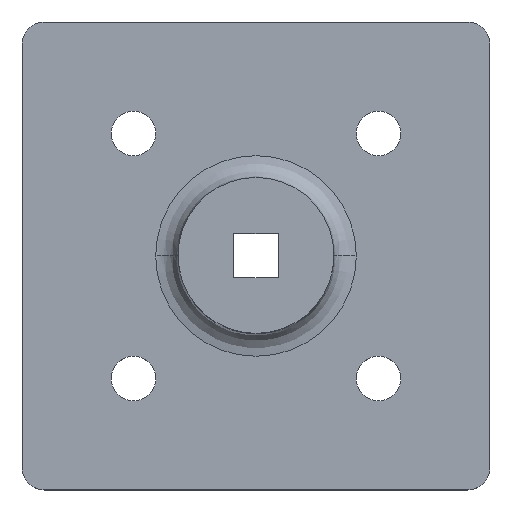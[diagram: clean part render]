
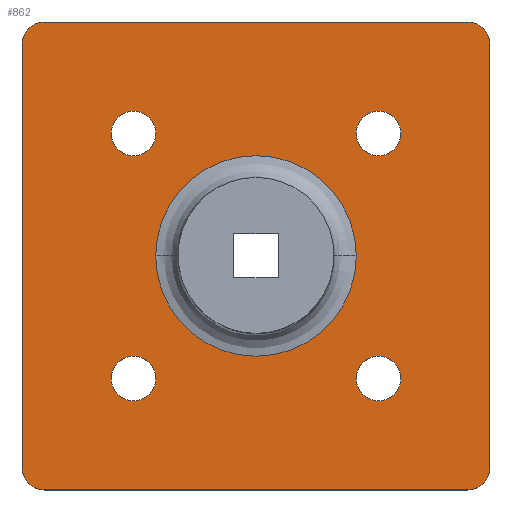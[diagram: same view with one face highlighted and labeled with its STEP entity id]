
A CAD part, top view. The second image highlights one B-rep face of the part: STEP entity #862.
In plain terms, the highlighted planar face has unit normal (0, 0, 1).
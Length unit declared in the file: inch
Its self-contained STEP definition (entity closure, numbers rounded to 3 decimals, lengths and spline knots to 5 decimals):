
#159=CARTESIAN_POINT('',(-0.28125,0.34375,-0.375));
#160=VERTEX_POINT('',#159);
#176=CARTESIAN_POINT('',(-0.40625,0.34375,-0.375));
#177=VERTEX_POINT('',#176);
#184=CARTESIAN_POINT('',(-0.34375,0.34375,-0.375));
#185=DIRECTION('',(0.0,0.0,-1.0));
#186=DIRECTION('',(1.0,0.0,0.0));
#187=AXIS2_PLACEMENT_3D('',#184,#185,#186);
#188=CIRCLE('',#187,0.0625);
#189=EDGE_CURVE('',#160,#177,#188,.T.);
#222=CARTESIAN_POINT('',(0.40625,0.34375,-0.375));
#223=VERTEX_POINT('',#222);
#239=CARTESIAN_POINT('',(0.28125,0.34375,-0.375));
#240=VERTEX_POINT('',#239);
#247=CARTESIAN_POINT('',(0.34375,0.34375,-0.375));
#248=DIRECTION('',(0.0,0.0,-1.0));
#249=DIRECTION('',(1.0,0.0,0.0));
#250=AXIS2_PLACEMENT_3D('',#247,#248,#249);
#251=CIRCLE('',#250,0.0625);
#252=EDGE_CURVE('',#223,#240,#251,.T.);
#285=CARTESIAN_POINT('',(0.40625,-0.34375,-0.375));
#286=VERTEX_POINT('',#285);
#302=CARTESIAN_POINT('',(0.28125,-0.34375,-0.375));
#303=VERTEX_POINT('',#302);
#310=CARTESIAN_POINT('',(0.34375,-0.34375,-0.375));
#311=DIRECTION('',(0.0,0.0,-1.0));
#312=DIRECTION('',(1.0,0.0,0.0));
#313=AXIS2_PLACEMENT_3D('',#310,#311,#312);
#314=CIRCLE('',#313,0.0625);
#315=EDGE_CURVE('',#286,#303,#314,.T.);
#348=CARTESIAN_POINT('',(-0.28125,-0.34375,-0.375));
#349=VERTEX_POINT('',#348);
#365=CARTESIAN_POINT('',(-0.40625,-0.34375,-0.375));
#366=VERTEX_POINT('',#365);
#373=CARTESIAN_POINT('',(-0.34375,-0.34375,-0.375));
#374=DIRECTION('',(0.0,0.0,-1.0));
#375=DIRECTION('',(1.0,0.0,0.0));
#376=AXIS2_PLACEMENT_3D('',#373,#374,#375);
#377=CIRCLE('',#376,0.0625);
#378=EDGE_CURVE('',#349,#366,#377,.T.);
#390=CARTESIAN_POINT('',(0.63794,0.63794,-0.375));
#391=VERTEX_POINT('',#390);
#407=CARTESIAN_POINT('',(0.59375,0.65625,-0.375));
#408=VERTEX_POINT('',#407);
#415=CARTESIAN_POINT('',(0.59375,0.59375,-0.375));
#416=DIRECTION('',(0.0,0.0,-1.));
#417=DIRECTION('',(0.707,0.707,0.0));
#418=AXIS2_PLACEMENT_3D('',#415,#416,#417);
#419=CIRCLE('',#418,0.0625);
#420=EDGE_CURVE('',#408,#391,#419,.T.);
#432=CARTESIAN_POINT('',(-0.63794,0.63794,-0.375));
#433=VERTEX_POINT('',#432);
#449=CARTESIAN_POINT('',(-0.65625,0.59375,-0.375));
#450=VERTEX_POINT('',#449);
#457=CARTESIAN_POINT('',(-0.59375,0.59375,-0.375));
#458=DIRECTION('',(0.0,0.0,-1.));
#459=DIRECTION('',(-0.707,0.707,0.0));
#460=AXIS2_PLACEMENT_3D('',#457,#458,#459);
#461=CIRCLE('',#460,0.0625);
#462=EDGE_CURVE('',#450,#433,#461,.T.);
#474=CARTESIAN_POINT('',(0.63794,-0.63794,-0.375));
#475=VERTEX_POINT('',#474);
#491=CARTESIAN_POINT('',(0.65625,-0.59375,-0.375));
#492=VERTEX_POINT('',#491);
#499=CARTESIAN_POINT('',(0.59375,-0.59375,-0.375));
#500=DIRECTION('',(0.0,0.0,-1.));
#501=DIRECTION('',(0.707,-0.707,0.0));
#502=AXIS2_PLACEMENT_3D('',#499,#500,#501);
#503=CIRCLE('',#502,0.0625);
#504=EDGE_CURVE('',#492,#475,#503,.T.);
#516=CARTESIAN_POINT('',(-0.63794,-0.63794,-0.375));
#517=VERTEX_POINT('',#516);
#533=CARTESIAN_POINT('',(-0.59375,-0.65625,-0.375));
#534=VERTEX_POINT('',#533);
#541=CARTESIAN_POINT('',(-0.59375,-0.59375,-0.375));
#542=DIRECTION('',(0.0,0.0,-1.));
#543=DIRECTION('',(-0.707,-0.707,0.0));
#544=AXIS2_PLACEMENT_3D('',#541,#542,#543);
#545=CIRCLE('',#544,0.0625);
#546=EDGE_CURVE('',#534,#517,#545,.T.);
#646=CARTESIAN_POINT('',(0.28125,0.,-0.375));
#647=VERTEX_POINT('',#646);
#656=CARTESIAN_POINT('',(-0.28125,0.,-0.375));
#657=VERTEX_POINT('',#656);
#665=CARTESIAN_POINT('',(0.,0.,-0.375));
#666=DIRECTION('',(0.0,0.0,1.0));
#667=DIRECTION('',(-1.0,0.0,0.0));
#668=AXIS2_PLACEMENT_3D('',#665,#666,#667);
#669=CIRCLE('',#668,0.28125);
#670=EDGE_CURVE('',#657,#647,#669,.T.);
#729=CARTESIAN_POINT('',(0.,0.,-0.375));
#730=DIRECTION('',(0.0,0.0,1.0));
#731=DIRECTION('',(-1.0,0.0,0.0));
#732=AXIS2_PLACEMENT_3D('',#729,#730,#731);
#733=CIRCLE('',#732,0.28125);
#734=EDGE_CURVE('',#647,#657,#733,.T.);
#747=CARTESIAN_POINT('',(0.0,0.0,-0.375));
#748=DIRECTION('',(0.0,0.0,1.0));
#749=DIRECTION('',(1.0,0.0,0.0));
#750=AXIS2_PLACEMENT_3D('',#747,#748,#749);
#751=PLANE('',#750);
#752=ORIENTED_EDGE('',*,*,#546,.F.);
#753=CARTESIAN_POINT('',(0.59375,-0.65625,-0.375));
#754=VERTEX_POINT('',#753);
#755=CARTESIAN_POINT('',(0.59375,-0.65625,-0.375));
#756=DIRECTION('',(-1.0,0.0,0.0));
#757=VECTOR('',#756,1.1875);
#758=LINE('',#755,#757);
#759=EDGE_CURVE('',#754,#534,#758,.T.);
#760=ORIENTED_EDGE('',*,*,#759,.F.);
#761=CARTESIAN_POINT('',(0.59375,-0.59375,-0.375));
#762=DIRECTION('',(0.0,0.0,-1.));
#763=DIRECTION('',(0.707,-0.707,0.0));
#764=AXIS2_PLACEMENT_3D('',#761,#762,#763);
#765=CIRCLE('',#764,0.0625);
#766=EDGE_CURVE('',#475,#754,#765,.T.);
#767=ORIENTED_EDGE('',*,*,#766,.F.);
#768=ORIENTED_EDGE('',*,*,#504,.F.);
#769=CARTESIAN_POINT('',(0.65625,0.59375,-0.375));
#770=VERTEX_POINT('',#769);
#771=CARTESIAN_POINT('',(0.65625,0.59375,-0.375));
#772=DIRECTION('',(0.0,-1.0,0.0));
#773=VECTOR('',#772,1.1875);
#774=LINE('',#771,#773);
#775=EDGE_CURVE('',#770,#492,#774,.T.);
#776=ORIENTED_EDGE('',*,*,#775,.F.);
#777=CARTESIAN_POINT('',(0.59375,0.59375,-0.375));
#778=DIRECTION('',(0.0,0.0,-1.));
#779=DIRECTION('',(0.707,0.707,0.0));
#780=AXIS2_PLACEMENT_3D('',#777,#778,#779);
#781=CIRCLE('',#780,0.0625);
#782=EDGE_CURVE('',#391,#770,#781,.T.);
#783=ORIENTED_EDGE('',*,*,#782,.F.);
#784=ORIENTED_EDGE('',*,*,#420,.F.);
#785=CARTESIAN_POINT('',(-0.59375,0.65625,-0.375));
#786=VERTEX_POINT('',#785);
#787=CARTESIAN_POINT('',(-0.59375,0.65625,-0.375));
#788=DIRECTION('',(1.0,0.0,0.0));
#789=VECTOR('',#788,1.1875);
#790=LINE('',#787,#789);
#791=EDGE_CURVE('',#786,#408,#790,.T.);
#792=ORIENTED_EDGE('',*,*,#791,.F.);
#793=CARTESIAN_POINT('',(-0.59375,0.59375,-0.375));
#794=DIRECTION('',(0.0,0.0,-1.));
#795=DIRECTION('',(-0.707,0.707,0.0));
#796=AXIS2_PLACEMENT_3D('',#793,#794,#795);
#797=CIRCLE('',#796,0.0625);
#798=EDGE_CURVE('',#433,#786,#797,.T.);
#799=ORIENTED_EDGE('',*,*,#798,.F.);
#800=ORIENTED_EDGE('',*,*,#462,.F.);
#801=CARTESIAN_POINT('',(-0.65625,-0.59375,-0.375));
#802=VERTEX_POINT('',#801);
#803=CARTESIAN_POINT('',(-0.65625,-0.59375,-0.375));
#804=DIRECTION('',(0.0,1.0,0.0));
#805=VECTOR('',#804,1.1875);
#806=LINE('',#803,#805);
#807=EDGE_CURVE('',#802,#450,#806,.T.);
#808=ORIENTED_EDGE('',*,*,#807,.F.);
#809=CARTESIAN_POINT('',(-0.59375,-0.59375,-0.375));
#810=DIRECTION('',(0.0,0.0,-1.));
#811=DIRECTION('',(-0.707,-0.707,0.0));
#812=AXIS2_PLACEMENT_3D('',#809,#810,#811);
#813=CIRCLE('',#812,0.0625);
#814=EDGE_CURVE('',#517,#802,#813,.T.);
#815=ORIENTED_EDGE('',*,*,#814,.F.);
#816=EDGE_LOOP('',(#752,#760,#767,#768,#776,#783,#784,#792,#799,#800,#808,#815));
#817=FACE_OUTER_BOUND('',#816,.T.);
#818=ORIENTED_EDGE('',*,*,#189,.T.);
#819=CARTESIAN_POINT('',(-0.34375,0.34375,-0.375));
#820=DIRECTION('',(0.0,0.0,-1.0));
#821=DIRECTION('',(1.0,0.0,0.0));
#822=AXIS2_PLACEMENT_3D('',#819,#820,#821);
#823=CIRCLE('',#822,0.0625);
#824=EDGE_CURVE('',#177,#160,#823,.T.);
#825=ORIENTED_EDGE('',*,*,#824,.T.);
#826=EDGE_LOOP('',(#818,#825));
#827=FACE_BOUND('',#826,.T.);
#828=ORIENTED_EDGE('',*,*,#252,.T.);
#829=CARTESIAN_POINT('',(0.34375,0.34375,-0.375));
#830=DIRECTION('',(0.0,0.0,-1.0));
#831=DIRECTION('',(1.0,0.0,0.0));
#832=AXIS2_PLACEMENT_3D('',#829,#830,#831);
#833=CIRCLE('',#832,0.0625);
#834=EDGE_CURVE('',#240,#223,#833,.T.);
#835=ORIENTED_EDGE('',*,*,#834,.T.);
#836=EDGE_LOOP('',(#828,#835));
#837=FACE_BOUND('',#836,.T.);
#838=ORIENTED_EDGE('',*,*,#315,.T.);
#839=CARTESIAN_POINT('',(0.34375,-0.34375,-0.375));
#840=DIRECTION('',(0.0,0.0,-1.0));
#841=DIRECTION('',(1.0,0.0,0.0));
#842=AXIS2_PLACEMENT_3D('',#839,#840,#841);
#843=CIRCLE('',#842,0.0625);
#844=EDGE_CURVE('',#303,#286,#843,.T.);
#845=ORIENTED_EDGE('',*,*,#844,.T.);
#846=EDGE_LOOP('',(#838,#845));
#847=FACE_BOUND('',#846,.T.);
#848=ORIENTED_EDGE('',*,*,#378,.T.);
#849=CARTESIAN_POINT('',(-0.34375,-0.34375,-0.375));
#850=DIRECTION('',(0.0,0.0,-1.0));
#851=DIRECTION('',(1.0,0.0,0.0));
#852=AXIS2_PLACEMENT_3D('',#849,#850,#851);
#853=CIRCLE('',#852,0.0625);
#854=EDGE_CURVE('',#366,#349,#853,.T.);
#855=ORIENTED_EDGE('',*,*,#854,.T.);
#856=EDGE_LOOP('',(#848,#855));
#857=FACE_BOUND('',#856,.T.);
#858=ORIENTED_EDGE('',*,*,#734,.F.);
#859=ORIENTED_EDGE('',*,*,#670,.F.);
#860=EDGE_LOOP('',(#858,#859));
#861=FACE_BOUND('',#860,.T.);
#862=ADVANCED_FACE('',(#817,#827,#837,#847,#857,#861),#751,.T.);
